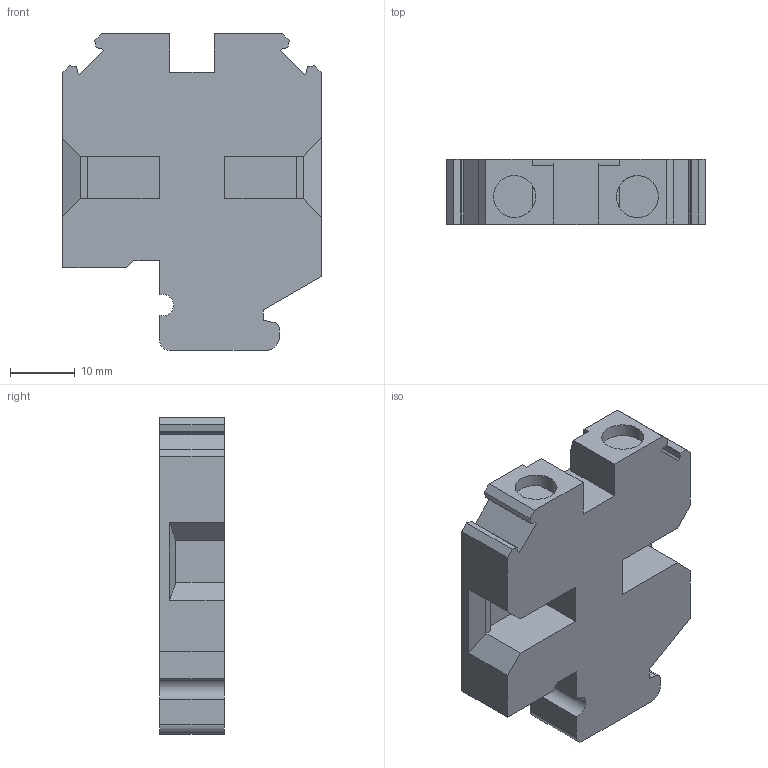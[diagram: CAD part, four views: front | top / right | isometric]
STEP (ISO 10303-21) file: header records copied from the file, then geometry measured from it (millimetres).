
FILE_DESCRIPTION(/* description */ ('Unknown'),/* implementation_level */ '2;1');
FILE_NAME(/* name */ 'CUT10_3D',/* time_stamp */ '2021-04-05T11:44:13+05:00',/* author */ ('Unknown'),/* organization */ ('Unknown'),/* preprocessor_version */ 'ST-DEVELOPER v16.7',/* originating_system */ 'DEX',/* authorisation */ $);
FILE_SCHEMA (('AUTOMOTIVE_DESIGN {1 0 10303 214 3 1 1}'));
Length unit declared in the file: millimetre
Products named in the file (1): Part2
Bounding box: 40 x 10 x 49 mm (x, y, z)
Volume: 13976.6 mm3; surface area: 5782.6 mm2
Topology: 1 solids, 1 shells, 89 faces, 249 edges, 164 vertices
Faces by surface type: plane 79, cylinder 10
Full cylindrical faces by diameter (mm): 6.5 x2
Entity records: 3436 total; most frequent: CARTESIAN_POINT 497, ORIENTED_EDGE 490, DIRECTION 447, EDGE_CURVE 245, LINE 223, VECTOR 223, VERTEX_POINT 162, AXIS2_PLACEMENT_3D 112
